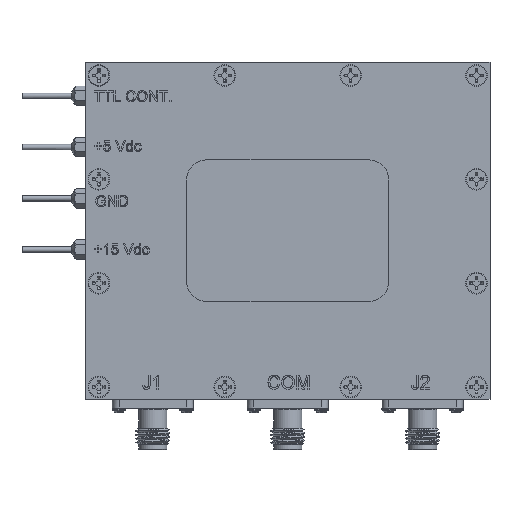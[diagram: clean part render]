
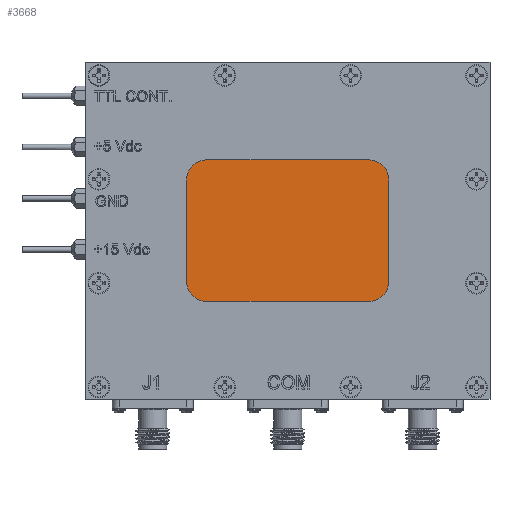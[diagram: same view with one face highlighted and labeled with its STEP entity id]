
A CAD part, top view. The second image highlights one B-rep face of the part: STEP entity #3668.
In plain terms, the highlighted planar face has unit normal (0, 0, 1).
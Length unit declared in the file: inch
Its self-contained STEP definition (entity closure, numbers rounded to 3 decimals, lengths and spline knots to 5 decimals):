
#1948 = CARTESIAN_POINT ( 'NONE',  ( 0.6, 0.525, 0.627 ) ) ;
#3041 = VERTEX_POINT ( 'NONE', #15740 ) ;
#3668 = ADVANCED_FACE ( 'NONE', ( #39761 ), #25218, .F. ) ;
#6649 = DIRECTION ( 'NONE',  ( 1., 0., 0. ) ) ;
#6945 = DIRECTION ( 'NONE',  ( -1., 0., 0. ) ) ;
#7821 = DIRECTION ( 'NONE',  ( -1., 0., 0. ) ) ;
#8036 = LINE ( 'NONE', #18421, #29432 ) ;
#8932 = ORIENTED_EDGE ( 'NONE', *, *, #44629, .T. ) ;
#9280 = AXIS2_PLACEMENT_3D ( 'NONE', #41614, #46043, #7821 ) ;
#9330 = CARTESIAN_POINT ( 'NONE',  ( -0.6, 0.525, 0.627 ) ) ;
#10829 = LINE ( 'NONE', #33263, #47611 ) ;
#10868 = CARTESIAN_POINT ( 'NONE',  ( 0.6, -0.525, 0.627 ) ) ;
#11108 = AXIS2_PLACEMENT_3D ( 'NONE', #20391, #31479, #43574 ) ;
#11156 = EDGE_LOOP ( 'NONE', ( #24499, #34694, #15300, #31266, #8932, #30036, #40508, #21465 ) ) ;
#11406 = DIRECTION ( 'NONE',  ( -1., 0., 0. ) ) ;
#12521 = DIRECTION ( 'NONE',  ( 0., 0., 1. ) ) ;
#12670 = CARTESIAN_POINT ( 'NONE',  ( -0.6, -0.375, 0.627 ) ) ;
#12995 = CARTESIAN_POINT ( 'NONE',  ( 0.75, -0.375, 0.627 ) ) ;
#14112 = DIRECTION ( 'NONE',  ( 0., 0., -1. ) ) ;
#14454 = EDGE_CURVE ( 'NONE', #17198, #3041, #23309, .T. ) ;
#14875 = CARTESIAN_POINT ( 'NONE',  ( -0.75, 0.525, 0.627 ) ) ;
#15300 = ORIENTED_EDGE ( 'NONE', *, *, #21573, .T. ) ;
#15686 = VECTOR ( 'NONE', #11406, 39.37008 ) ;
#15740 = CARTESIAN_POINT ( 'NONE',  ( -0.6, -0.525, 0.627 ) ) ;
#15890 = DIRECTION ( 'NONE',  ( 0., 0., 1. ) ) ;
#17198 = VERTEX_POINT ( 'NONE', #33091 ) ;
#17296 = VERTEX_POINT ( 'NONE', #17560 ) ;
#17560 = CARTESIAN_POINT ( 'NONE',  ( -0.75, 0.375, 0.627 ) ) ;
#18421 = CARTESIAN_POINT ( 'NONE',  ( 0.75, -0.525, 0.627 ) ) ;
#18659 = DIRECTION ( 'NONE',  ( 0., 1., 0. ) ) ;
#19947 = CARTESIAN_POINT ( 'NONE',  ( 0.75, 0.375, 0.627 ) ) ;
#20391 = CARTESIAN_POINT ( 'NONE',  ( -0.6, 0.375, 0.627 ) ) ;
#21465 = ORIENTED_EDGE ( 'NONE', *, *, #21640, .T. ) ;
#21573 = EDGE_CURVE ( 'NONE', #17296, #17198, #23366, .T. ) ;
#21587 = VECTOR ( 'NONE', #48798, 39.37008 ) ;
#21640 = EDGE_CURVE ( 'NONE', #32989, #38385, #45517, .T. ) ;
#23309 = CIRCLE ( 'NONE', #37494, 0.15 ) ;
#23366 = LINE ( 'NONE', #38387, #21587 ) ;
#24499 = ORIENTED_EDGE ( 'NONE', *, *, #31680, .T. ) ;
#25218 = PLANE ( 'NONE',  #37931 ) ;
#27964 = DIRECTION ( 'NONE',  ( -1., 0., 0. ) ) ;
#28057 = DIRECTION ( 'NONE',  ( -1., 0., 0. ) ) ;
#29301 = EDGE_CURVE ( 'NONE', #47090, #32989, #8036, .T. ) ;
#29432 = VECTOR ( 'NONE', #18659, 39.37008 ) ;
#30036 = ORIENTED_EDGE ( 'NONE', *, *, #42633, .T. ) ;
#30734 = VERTEX_POINT ( 'NONE', #9330 ) ;
#31266 = ORIENTED_EDGE ( 'NONE', *, *, #14454, .T. ) ;
#31479 = DIRECTION ( 'NONE',  ( 0., 0., 1. ) ) ;
#31680 = EDGE_CURVE ( 'NONE', #38385, #30734, #48680, .T. ) ;
#32989 = VERTEX_POINT ( 'NONE', #19947 ) ;
#33091 = CARTESIAN_POINT ( 'NONE',  ( -0.75, -0.375, 0.627 ) ) ;
#33263 = CARTESIAN_POINT ( 'NONE',  ( -0.75, -0.525, 0.627 ) ) ;
#34694 = ORIENTED_EDGE ( 'NONE', *, *, #35590, .T. ) ;
#34939 = VERTEX_POINT ( 'NONE', #10868 ) ;
#35590 = EDGE_CURVE ( 'NONE', #30734, #17296, #38659, .T. ) ;
#37494 = AXIS2_PLACEMENT_3D ( 'NONE', #12670, #15890, #27964 ) ;
#37931 = AXIS2_PLACEMENT_3D ( 'NONE', #43954, #14112, #6945 ) ;
#38385 = VERTEX_POINT ( 'NONE', #1948 ) ;
#38387 = CARTESIAN_POINT ( 'NONE',  ( -0.75, -0.525, 0.627 ) ) ;
#38659 = CIRCLE ( 'NONE', #11108, 0.15 ) ;
#39761 = FACE_OUTER_BOUND ( 'NONE', #11156, .T. ) ;
#40508 = ORIENTED_EDGE ( 'NONE', *, *, #29301, .T. ) ;
#41222 = CIRCLE ( 'NONE', #45160, 0.15 ) ;
#41614 = CARTESIAN_POINT ( 'NONE',  ( 0.6, 0.375, 0.627 ) ) ;
#42633 = EDGE_CURVE ( 'NONE', #34939, #47090, #41222, .T. ) ;
#43574 = DIRECTION ( 'NONE',  ( -1., 0., 0. ) ) ;
#43954 = CARTESIAN_POINT ( 'NONE',  ( 0., 0., 0.627 ) ) ;
#44629 = EDGE_CURVE ( 'NONE', #3041, #34939, #10829, .T. ) ;
#45160 = AXIS2_PLACEMENT_3D ( 'NONE', #46079, #12521, #28057 ) ;
#45517 = CIRCLE ( 'NONE', #9280, 0.15 ) ;
#46043 = DIRECTION ( 'NONE',  ( 0., 0., 1. ) ) ;
#46079 = CARTESIAN_POINT ( 'NONE',  ( 0.6, -0.375, 0.627 ) ) ;
#47090 = VERTEX_POINT ( 'NONE', #12995 ) ;
#47611 = VECTOR ( 'NONE', #6649, 39.37008 ) ;
#48680 = LINE ( 'NONE', #14875, #15686 ) ;
#48798 = DIRECTION ( 'NONE',  ( 0., -1., 0. ) ) ;
